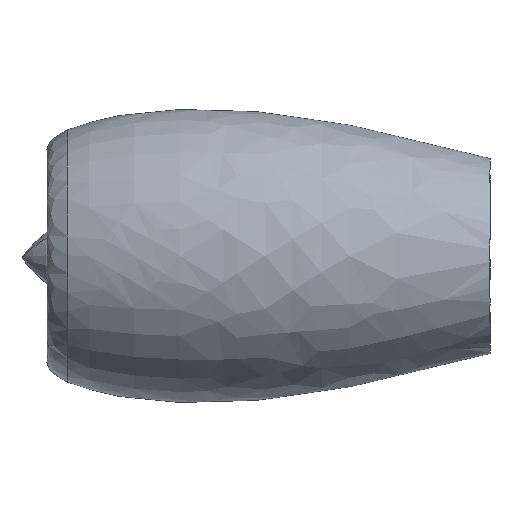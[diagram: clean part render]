
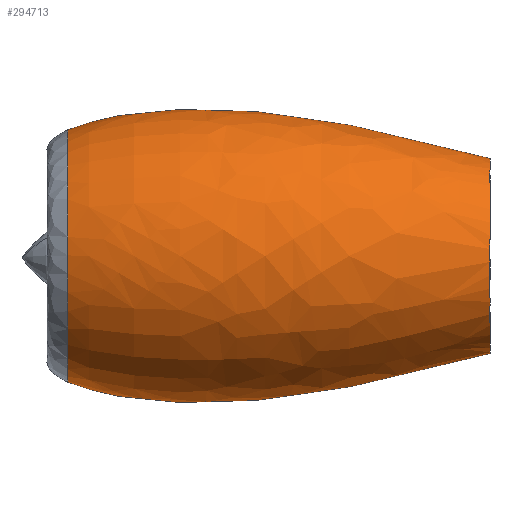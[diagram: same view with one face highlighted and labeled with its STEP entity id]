
A CAD part, front view. The second image highlights one B-rep face of the part: STEP entity #294713.
In plain terms, the highlighted free-form (B-spline) face has degree [2, 3] with [5, 7] control points.
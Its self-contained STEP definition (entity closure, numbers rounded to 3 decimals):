
#294620 = VERTEX_POINT('',#294621);
#294621 = CARTESIAN_POINT('',(-334.315,0.,
    696.706));
#294630 = VERTEX_POINT('',#294631);
#294631 = CARTESIAN_POINT('',(-334.315,0.,-696.706));
#294678 = EDGE_CURVE('',#294630,#294620,#294679,.T.);
#294679 = ( BOUNDED_CURVE() B_SPLINE_CURVE(2,(#294680,#294681,#294682,
#294683,#294684),.UNSPECIFIED.,.F.,.F.) B_SPLINE_CURVE_WITH_KNOTS((3,2,3
),(0.,1.571,3.142),.PIECEWISE_BEZIER_KNOTS.) CURVE() 
GEOMETRIC_REPRESENTATION_ITEM() RATIONAL_B_SPLINE_CURVE((1.,
0.707,1.,0.707,1.)) REPRESENTATION_ITEM('') );
#294680 = CARTESIAN_POINT('',(-334.315,0.,-696.706));
#294681 = CARTESIAN_POINT('',(-334.315,-696.706,
    -696.706));
#294682 = CARTESIAN_POINT('',(-334.315,-696.706,
    0.));
#294683 = CARTESIAN_POINT('',(-334.315,-696.706,
    696.706));
#294684 = CARTESIAN_POINT('',(-334.315,0.,
    696.706));
#294713 = ADVANCED_FACE('',(#294714),#294749,.T.);
#294714 = FACE_BOUND('',#294715,.T.);
#294715 = EDGE_LOOP('',(#294716,#294728,#294729,#294741));
#294716 = ORIENTED_EDGE('',*,*,#294717,.T.);
#294717 = EDGE_CURVE('',#294718,#294620,#294720,.T.);
#294718 = VERTEX_POINT('',#294719);
#294719 = CARTESIAN_POINT('',(1992.899,0.,
    537.828));
#294720 = B_SPLINE_CURVE_WITH_KNOTS('',3,(#294721,#294722,#294723,
    #294724,#294725,#294726,#294727),.UNSPECIFIED.,.F.,.F.,(4,1,1,1,4),(
    0.,0.337,0.733,0.949,1.),.UNSPECIFIED.);
#294721 = CARTESIAN_POINT('',(1992.899,0.,
    537.828));
#294722 = CARTESIAN_POINT('',(1738.297,0.,
    604.753));
#294723 = CARTESIAN_POINT('',(1174.823,0.,
    749.968));
#294724 = CARTESIAN_POINT('',(428.244,0.,
    839.125));
#294725 = CARTESIAN_POINT('',(-96.879,0.,
    777.032));
#294726 = CARTESIAN_POINT('',(-296.451,0.,
    711.082));
#294727 = CARTESIAN_POINT('',(-334.315,0.,
    696.706));
#294728 = ORIENTED_EDGE('',*,*,#294678,.F.);
#294729 = ORIENTED_EDGE('',*,*,#294730,.F.);
#294730 = EDGE_CURVE('',#294731,#294630,#294733,.T.);
#294731 = VERTEX_POINT('',#294732);
#294732 = CARTESIAN_POINT('',(1992.899,0.,
    -537.828));
#294733 = B_SPLINE_CURVE_WITH_KNOTS('',3,(#294734,#294735,#294736,
    #294737,#294738,#294739,#294740),.UNSPECIFIED.,.F.,.F.,(4,1,1,1,4),(
    0.,0.337,0.733,0.949,1.),.UNSPECIFIED.);
#294734 = CARTESIAN_POINT('',(1992.899,0.,
    -537.828));
#294735 = CARTESIAN_POINT('',(1738.297,0.,
    -604.753));
#294736 = CARTESIAN_POINT('',(1174.823,0.,
    -749.968));
#294737 = CARTESIAN_POINT('',(428.244,0.,-839.125));
#294738 = CARTESIAN_POINT('',(-96.879,0.,-777.032));
#294739 = CARTESIAN_POINT('',(-296.451,0.,-711.082));
#294740 = CARTESIAN_POINT('',(-334.315,0.,-696.706));
#294741 = ORIENTED_EDGE('',*,*,#294742,.T.);
#294742 = EDGE_CURVE('',#294731,#294718,#294743,.T.);
#294743 = ( BOUNDED_CURVE() B_SPLINE_CURVE(2,(#294744,#294745,#294746,
#294747,#294748),.UNSPECIFIED.,.F.,.F.) B_SPLINE_CURVE_WITH_KNOTS((3,2,3
),(0.,1.571,3.142),.PIECEWISE_BEZIER_KNOTS.) CURVE() 
GEOMETRIC_REPRESENTATION_ITEM() RATIONAL_B_SPLINE_CURVE((1.,
0.707,1.,0.707,1.)) REPRESENTATION_ITEM('') );
#294744 = CARTESIAN_POINT('',(1992.899,0.,-537.828));
#294745 = CARTESIAN_POINT('',(1992.899,-537.828,
    -537.828));
#294746 = CARTESIAN_POINT('',(1992.899,-537.828,
    0.));
#294747 = CARTESIAN_POINT('',(1992.899,-537.828,
    537.828));
#294748 = CARTESIAN_POINT('',(1992.899,0.,
    537.828));
#294749 = ( BOUNDED_SURFACE() B_SPLINE_SURFACE(2,3,(
    (#294750,#294751,#294752,#294753,#294754,#294755,#294756)
    ,(#294757,#294758,#294759,#294760,#294761,#294762,#294763)
    ,(#294764,#294765,#294766,#294767,#294768,#294769,#294770)
    ,(#294771,#294772,#294773,#294774,#294775,#294776,#294777)
    ,(#294778,#294779,#294780,#294781,#294782,#294783,#294784
)),.UNSPECIFIED.,.F.,.F.,.F.) B_SPLINE_SURFACE_WITH_KNOTS((3,2,3),(4,1,1
    ,1,4),(3.142,4.712,6.283),(
    0.01,0.06,0.271,0.659,
0.99),.UNSPECIFIED.) GEOMETRIC_REPRESENTATION_ITEM() 
RATIONAL_B_SPLINE_SURFACE((
    (1.,1.,1.,1.,1.,1.,1.)
    ,(0.707,0.707,0.707,0.707
      ,0.707,0.707,0.707)
    ,(1.,1.,1.,1.,1.,1.,1.)
    ,(0.707,0.707,0.707,0.707
      ,0.707,0.707,0.707)
,(1.,1.,1.,1.,1.,1.,1.))) REPRESENTATION_ITEM('') SURFACE() );
#294750 = CARTESIAN_POINT('',(-334.315,0.,
    696.706));
#294751 = CARTESIAN_POINT('',(-296.451,0.,
    711.082));
#294752 = CARTESIAN_POINT('',(-96.879,0.,
    777.032));
#294753 = CARTESIAN_POINT('',(428.244,0.,
    839.125));
#294754 = CARTESIAN_POINT('',(1174.823,0.,
    749.968));
#294755 = CARTESIAN_POINT('',(1738.297,0.,
    604.753));
#294756 = CARTESIAN_POINT('',(1992.899,0.,
    537.828));
#294757 = CARTESIAN_POINT('',(-334.315,-696.706,
    696.706));
#294758 = CARTESIAN_POINT('',(-296.451,-711.082,
    711.082));
#294759 = CARTESIAN_POINT('',(-96.879,-777.032,
    777.032));
#294760 = CARTESIAN_POINT('',(428.244,-839.125,
    839.125));
#294761 = CARTESIAN_POINT('',(1174.823,-749.968,
    749.968));
#294762 = CARTESIAN_POINT('',(1738.297,-604.753,
    604.753));
#294763 = CARTESIAN_POINT('',(1992.899,-537.828,
    537.828));
#294764 = CARTESIAN_POINT('',(-334.315,-696.706,
    0.));
#294765 = CARTESIAN_POINT('',(-296.451,-711.082,
    0.));
#294766 = CARTESIAN_POINT('',(-96.879,-777.032,
    0.));
#294767 = CARTESIAN_POINT('',(428.244,-839.125,
    0.));
#294768 = CARTESIAN_POINT('',(1174.823,-749.968,
    0.));
#294769 = CARTESIAN_POINT('',(1738.297,-604.753,
    0.));
#294770 = CARTESIAN_POINT('',(1992.899,-537.828,
    0.));
#294771 = CARTESIAN_POINT('',(-334.315,-696.706,
    -696.706));
#294772 = CARTESIAN_POINT('',(-296.451,-711.082,
    -711.082));
#294773 = CARTESIAN_POINT('',(-96.879,-777.032,
    -777.032));
#294774 = CARTESIAN_POINT('',(428.244,-839.125,
    -839.125));
#294775 = CARTESIAN_POINT('',(1174.823,-749.968,
    -749.968));
#294776 = CARTESIAN_POINT('',(1738.297,-604.753,
    -604.753));
#294777 = CARTESIAN_POINT('',(1992.899,-537.828,
    -537.828));
#294778 = CARTESIAN_POINT('',(-334.315,0.,
    -696.706));
#294779 = CARTESIAN_POINT('',(-296.451,0.,
    -711.082));
#294780 = CARTESIAN_POINT('',(-96.879,0.,
    -777.032));
#294781 = CARTESIAN_POINT('',(428.244,0.,
    -839.125));
#294782 = CARTESIAN_POINT('',(1174.823,0.,
    -749.968));
#294783 = CARTESIAN_POINT('',(1738.297,0.,
    -604.753));
#294784 = CARTESIAN_POINT('',(1992.899,0.,
    -537.828));
